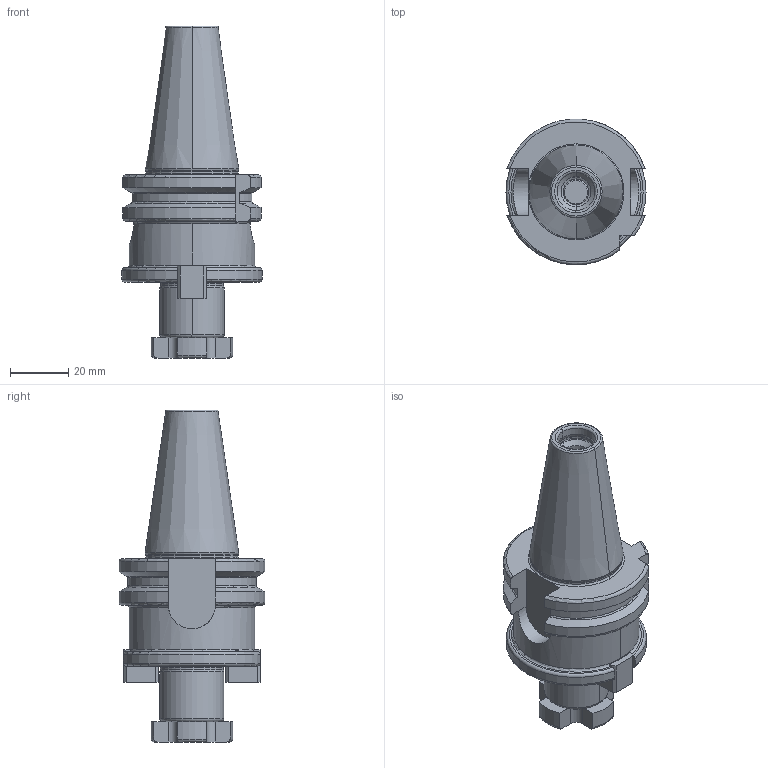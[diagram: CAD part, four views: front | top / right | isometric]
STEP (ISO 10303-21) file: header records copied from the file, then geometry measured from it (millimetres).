
FILE_DESCRIPTION((''),'2;1');
FILE_NAME('302_11_2','2020-09-01T',('104091'),(''),'CREO PARAMETRIC BY PTC INC, 2016260','CREO PARAMETRIC BY PTC INC, 2016260','');
FILE_SCHEMA(('CONFIG_CONTROL_DESIGN'));
Length unit declared in the file: millimetre
Products named in the file (1): 302_11_2
Bounding box: 48 x 49.9 x 113.8 mm (x, y, z)
Volume: 87020 mm3; surface area: 21019.7 mm2
Topology: 1 solids, 6 shells, 249 faces, 613 edges, 379 vertices
Faces by surface type: plane 93, cylinder 67, torus 49, cone 40
Entity records: 7778 total; most frequent: CARTESIAN_POINT 1825, DIRECTION 1282, ORIENTED_EDGE 1214, EDGE_CURVE 607, AXIS2_PLACEMENT_3D 500, VERTEX_POINT 379, VECTOR 282, LINE 282
